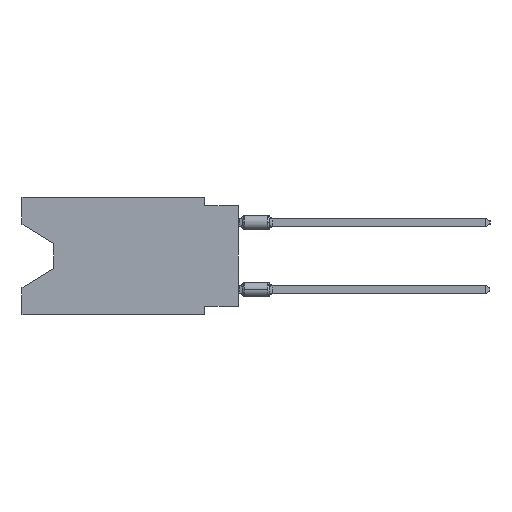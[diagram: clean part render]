
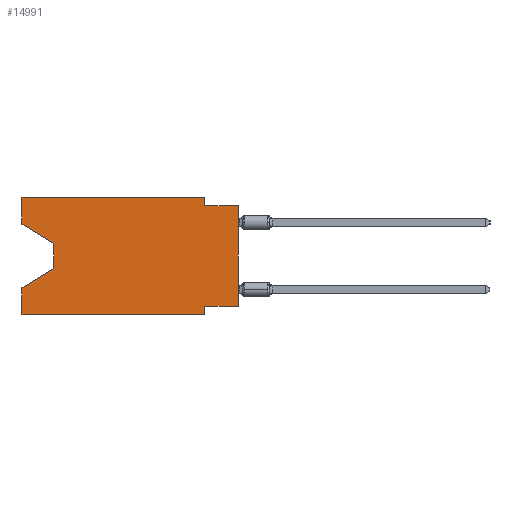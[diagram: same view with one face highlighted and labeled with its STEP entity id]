
A CAD part, left-side view. The second image highlights one B-rep face of the part: STEP entity #14991.
In plain terms, the highlighted planar face has unit normal (-1, 0, 0).
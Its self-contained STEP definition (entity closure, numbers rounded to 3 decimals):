
#7 = VECTOR ( 'NONE', #3725, 1000. ) ;
#166 = EDGE_CURVE ( 'NONE', #30228, #24062, #19106, .T. ) ;
#262 = DIRECTION ( 'NONE',  ( 0., -1., 0. ) ) ;
#448 = CARTESIAN_POINT ( 'NONE',  ( 0., 2.54, 0. ) ) ;
#677 = EDGE_CURVE ( 'NONE', #8256, #13230, #9641, .T. ) ;
#885 = DIRECTION ( 'NONE',  ( 0., 0., -1. ) ) ;
#1416 = ORIENTED_EDGE ( 'NONE', *, *, #22886, .T. ) ;
#1719 = VECTOR ( 'NONE', #13494, 1000. ) ;
#1885 = EDGE_CURVE ( 'NONE', #4576, #31709, #10815, .T. ) ;
#2362 = CARTESIAN_POINT ( 'NONE',  ( 0., 16.383, 0. ) ) ;
#2664 = EDGE_CURVE ( 'NONE', #25834, #6437, #18807, .T. ) ;
#2854 = CARTESIAN_POINT ( 'NONE',  ( 0., 2.54, -8.89 ) ) ;
#2951 = ORIENTED_EDGE ( 'NONE', *, *, #677, .F. ) ;
#3068 = DIRECTION ( 'NONE',  ( 0., -1., 0. ) ) ;
#3601 = CARTESIAN_POINT ( 'NONE',  ( 0., 13.97, -3.505 ) ) ;
#3653 = CARTESIAN_POINT ( 'NONE',  ( 0., 0., -0.635 ) ) ;
#3725 = DIRECTION ( 'NONE',  ( 0., 0.855, -0.519 ) ) ;
#4576 = VERTEX_POINT ( 'NONE', #9989 ) ;
#5047 = CARTESIAN_POINT ( 'NONE',  ( 0., 16.383, -2.038 ) ) ;
#5473 = CARTESIAN_POINT ( 'NONE',  ( 0., 16.383, -8.89 ) ) ;
#5633 = EDGE_CURVE ( 'NONE', #15312, #31709, #16083, .T. ) ;
#5733 = DIRECTION ( 'NONE',  ( 1., 0., 0. ) ) ;
#6364 = PLANE ( 'NONE',  #31207 ) ;
#6437 = VERTEX_POINT ( 'NONE', #20998 ) ;
#7144 = VERTEX_POINT ( 'NONE', #12968 ) ;
#7197 = CARTESIAN_POINT ( 'NONE',  ( 0., 16.383, 0. ) ) ;
#7207 = VECTOR ( 'NONE', #12113, 1000. ) ;
#7823 = LINE ( 'NONE', #30233, #15359 ) ;
#8045 = CARTESIAN_POINT ( 'NONE',  ( 0., 0., -0.635 ) ) ;
#8256 = VERTEX_POINT ( 'NONE', #5047 ) ;
#9383 = ORIENTED_EDGE ( 'NONE', *, *, #11419, .F. ) ;
#9444 = VECTOR ( 'NONE', #13478, 1000. ) ;
#9641 = LINE ( 'NONE', #7197, #25588 ) ;
#9989 = CARTESIAN_POINT ( 'NONE',  ( 0., 2.54, -0.635 ) ) ;
#10241 = CARTESIAN_POINT ( 'NONE',  ( 0., 0., -8.255 ) ) ;
#10815 = LINE ( 'NONE', #8045, #27953 ) ;
#11419 = EDGE_CURVE ( 'NONE', #15312, #30228, #12816, .T. ) ;
#11508 = CARTESIAN_POINT ( 'NONE',  ( 0., 16.383, -2.038 ) ) ;
#12113 = DIRECTION ( 'NONE',  ( 0., 0., -1. ) ) ;
#12755 = ORIENTED_EDGE ( 'NONE', *, *, #12829, .F. ) ;
#12816 = LINE ( 'NONE', #15583, #27958 ) ;
#12829 = EDGE_CURVE ( 'NONE', #15799, #4576, #28890, .T. ) ;
#12968 = CARTESIAN_POINT ( 'NONE',  ( 0., 13.97, -3.505 ) ) ;
#13230 = VERTEX_POINT ( 'NONE', #20221 ) ;
#13478 = DIRECTION ( 'NONE',  ( 0., 0., 1. ) ) ;
#13494 = DIRECTION ( 'NONE',  ( 0., 0., -1. ) ) ;
#14282 = DIRECTION ( 'NONE',  ( 0., -0.855, -0.519 ) ) ;
#14991 = ADVANCED_FACE ( 'NONE', ( #23581 ), #6364, .F. ) ;
#15250 = CARTESIAN_POINT ( 'NONE',  ( 0., 16.383, -8.89 ) ) ;
#15312 = VERTEX_POINT ( 'NONE', #10241 ) ;
#15359 = VECTOR ( 'NONE', #20495, 1000. ) ;
#15525 = EDGE_CURVE ( 'NONE', #8256, #7144, #19471, .T. ) ;
#15583 = CARTESIAN_POINT ( 'NONE',  ( 0., 0., -8.255 ) ) ;
#15799 = VERTEX_POINT ( 'NONE', #18158 ) ;
#16083 = LINE ( 'NONE', #30841, #9444 ) ;
#16257 = VECTOR ( 'NONE', #31446, 1000. ) ;
#16323 = VECTOR ( 'NONE', #3068, 1000. ) ;
#16717 = ORIENTED_EDGE ( 'NONE', *, *, #17500, .T. ) ;
#17134 = DIRECTION ( 'NONE',  ( 0., 0., 1. ) ) ;
#17500 = EDGE_CURVE ( 'NONE', #23607, #24062, #22395, .T. ) ;
#17965 = CARTESIAN_POINT ( 'NONE',  ( 0., 13.97, -5.385 ) ) ;
#18158 = CARTESIAN_POINT ( 'NONE',  ( 0., 2.54, 0. ) ) ;
#18781 = ORIENTED_EDGE ( 'NONE', *, *, #166, .F. ) ;
#18807 = LINE ( 'NONE', #23048, #7 ) ;
#18815 = VECTOR ( 'NONE', #14282, 1000. ) ;
#19106 = LINE ( 'NONE', #24306, #16257 ) ;
#19471 = LINE ( 'NONE', #11508, #18815 ) ;
#20045 = LINE ( 'NONE', #2362, #25483 ) ;
#20221 = CARTESIAN_POINT ( 'NONE',  ( 0., 16.383, 0. ) ) ;
#20495 = DIRECTION ( 'NONE',  ( 0., 0., 1. ) ) ;
#20937 = EDGE_CURVE ( 'NONE', #13230, #15799, #20045, .T. ) ;
#20998 = CARTESIAN_POINT ( 'NONE',  ( 0., 16.383, -6.852 ) ) ;
#21049 = DIRECTION ( 'NONE',  ( 0., -1., 0. ) ) ;
#22164 = CARTESIAN_POINT ( 'NONE',  ( 0., 2.54, -8.255 ) ) ;
#22395 = LINE ( 'NONE', #15250, #16323 ) ;
#22725 = DIRECTION ( 'NONE',  ( 0., 1., 0. ) ) ;
#22886 = EDGE_CURVE ( 'NONE', #7144, #25834, #23403, .T. ) ;
#23048 = CARTESIAN_POINT ( 'NONE',  ( 0., 13.97, -5.385 ) ) ;
#23403 = LINE ( 'NONE', #3601, #1719 ) ;
#23581 = FACE_OUTER_BOUND ( 'NONE', #30241, .T. ) ;
#23607 = VERTEX_POINT ( 'NONE', #5473 ) ;
#24062 = VERTEX_POINT ( 'NONE', #2854 ) ;
#24306 = CARTESIAN_POINT ( 'NONE',  ( 0., 2.54, -8.89 ) ) ;
#24323 = ORIENTED_EDGE ( 'NONE', *, *, #5633, .T. ) ;
#25483 = VECTOR ( 'NONE', #262, 1000. ) ;
#25588 = VECTOR ( 'NONE', #17134, 1000. ) ;
#25834 = VERTEX_POINT ( 'NONE', #17965 ) ;
#25968 = ORIENTED_EDGE ( 'NONE', *, *, #1885, .F. ) ;
#27708 = EDGE_CURVE ( 'NONE', #23607, #6437, #7823, .T. ) ;
#27953 = VECTOR ( 'NONE', #21049, 1000. ) ;
#27958 = VECTOR ( 'NONE', #22725, 1000. ) ;
#27972 = CARTESIAN_POINT ( 'NONE',  ( 0., 16.383, 0. ) ) ;
#28477 = ORIENTED_EDGE ( 'NONE', *, *, #20937, .F. ) ;
#28639 = ORIENTED_EDGE ( 'NONE', *, *, #2664, .T. ) ;
#28890 = LINE ( 'NONE', #448, #7207 ) ;
#30228 = VERTEX_POINT ( 'NONE', #22164 ) ;
#30233 = CARTESIAN_POINT ( 'NONE',  ( 0., 16.383, 0. ) ) ;
#30241 = EDGE_LOOP ( 'NONE', ( #31076, #1416, #28639, #31717, #16717, #18781, #9383, #24323, #25968, #12755, #28477, #2951 ) ) ;
#30841 = CARTESIAN_POINT ( 'NONE',  ( 0., 0., 0. ) ) ;
#31076 = ORIENTED_EDGE ( 'NONE', *, *, #15525, .T. ) ;
#31207 = AXIS2_PLACEMENT_3D ( 'NONE', #27972, #5733, #885 ) ;
#31446 = DIRECTION ( 'NONE',  ( 0., 0., -1. ) ) ;
#31709 = VERTEX_POINT ( 'NONE', #3653 ) ;
#31717 = ORIENTED_EDGE ( 'NONE', *, *, #27708, .F. ) ;
